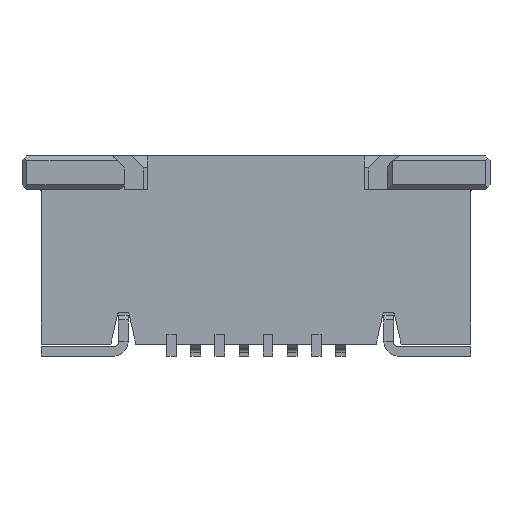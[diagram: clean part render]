
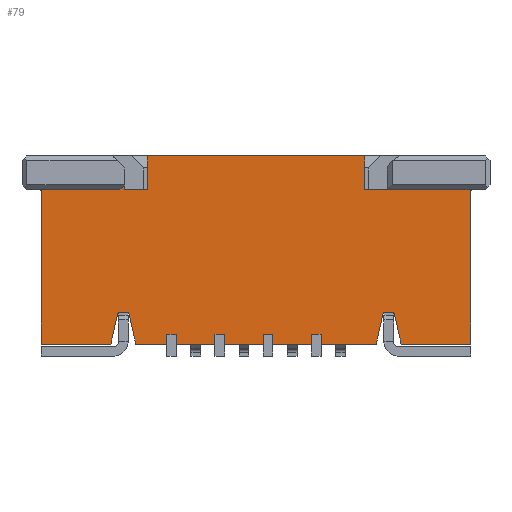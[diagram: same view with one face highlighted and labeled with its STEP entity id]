
A CAD part, front view. The second image highlights one B-rep face of the part: STEP entity #79.
In plain terms, the highlighted planar face has unit normal (0, -1, 0).
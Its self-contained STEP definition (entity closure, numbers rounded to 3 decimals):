
#79=ADVANCED_FACE('',(#606),#607,.T.);
#606=FACE_OUTER_BOUND('',#1606,.T.);
#607=PLANE('',#1607);
#1606=EDGE_LOOP('',(#2859,#2860,#2861,#2862,#2863,#2864,#2865,#2866,#2867,#2868,#2869,#2870,#2871,#2872,#2873,#2874,#2875,#2876,#2877,#2878,#2879,#2880,#2881,#2882,#2883,#2884,#2885,#2886,#2887,#2888,#2889,#2890,#2891,#2892,#2893,#2894));
#1607=AXIS2_PLACEMENT_3D('',#2895,#2896,#2897);
#2859=ORIENTED_EDGE('',*,*,#6934,.T.);
#2860=ORIENTED_EDGE('',*,*,#7056,.T.);
#2861=ORIENTED_EDGE('',*,*,#7057,.T.);
#2862=ORIENTED_EDGE('',*,*,#7058,.T.);
#2863=ORIENTED_EDGE('',*,*,#7059,.T.);
#2864=ORIENTED_EDGE('',*,*,#7060,.T.);
#2865=ORIENTED_EDGE('',*,*,#7061,.T.);
#2866=ORIENTED_EDGE('',*,*,#7062,.T.);
#2867=ORIENTED_EDGE('',*,*,#7063,.F.);
#2868=ORIENTED_EDGE('',*,*,#7064,.T.);
#2869=ORIENTED_EDGE('',*,*,#7065,.T.);
#2870=ORIENTED_EDGE('',*,*,#7066,.T.);
#2871=ORIENTED_EDGE('',*,*,#7067,.F.);
#2872=ORIENTED_EDGE('',*,*,#7068,.T.);
#2873=ORIENTED_EDGE('',*,*,#7069,.T.);
#2874=ORIENTED_EDGE('',*,*,#7070,.T.);
#2875=ORIENTED_EDGE('',*,*,#7071,.F.);
#2876=ORIENTED_EDGE('',*,*,#7072,.T.);
#2877=ORIENTED_EDGE('',*,*,#7073,.T.);
#2878=ORIENTED_EDGE('',*,*,#7074,.T.);
#2879=ORIENTED_EDGE('',*,*,#7075,.F.);
#2880=ORIENTED_EDGE('',*,*,#7076,.T.);
#2881=ORIENTED_EDGE('',*,*,#7077,.T.);
#2882=ORIENTED_EDGE('',*,*,#7046,.T.);
#2883=ORIENTED_EDGE('',*,*,#7078,.T.);
#2884=ORIENTED_EDGE('',*,*,#7079,.T.);
#2885=ORIENTED_EDGE('',*,*,#7080,.F.);
#2886=ORIENTED_EDGE('',*,*,#6948,.F.);
#2887=ORIENTED_EDGE('',*,*,#7081,.F.);
#2888=ORIENTED_EDGE('',*,*,#7082,.T.);
#2889=ORIENTED_EDGE('',*,*,#7083,.T.);
#2890=ORIENTED_EDGE('',*,*,#7084,.T.);
#2891=ORIENTED_EDGE('',*,*,#7085,.F.);
#2892=ORIENTED_EDGE('',*,*,#7086,.F.);
#2893=ORIENTED_EDGE('',*,*,#7087,.T.);
#2894=ORIENTED_EDGE('',*,*,#6969,.F.);
#2895=CARTESIAN_POINT('',(-4.45,-1.25,0.0));
#2896=DIRECTION('',(0.0,-1.0,0.0));
#2897=DIRECTION('',(0.0,0.0,-1.0));
#6934=EDGE_CURVE('',#8438,#8436,#8439,.T.);
#6948=EDGE_CURVE('',#8464,#8466,#8467,.T.);
#6969=EDGE_CURVE('',#8438,#8505,#8506,.T.);
#7046=EDGE_CURVE('',#8648,#8650,#8652,.T.);
#7056=EDGE_CURVE('',#8436,#8669,#8670,.T.);
#7057=EDGE_CURVE('',#8669,#8671,#8672,.T.);
#7058=EDGE_CURVE('',#8671,#8673,#8674,.T.);
#7059=EDGE_CURVE('',#8673,#8675,#8676,.T.);
#7060=EDGE_CURVE('',#8675,#8677,#8678,.T.);
#7061=EDGE_CURVE('',#8677,#8679,#8680,.T.);
#7062=EDGE_CURVE('',#8679,#8681,#8682,.T.);
#7063=EDGE_CURVE('',#8683,#8681,#8684,.T.);
#7064=EDGE_CURVE('',#8683,#8685,#8686,.T.);
#7065=EDGE_CURVE('',#8685,#8687,#8688,.T.);
#7066=EDGE_CURVE('',#8687,#8689,#8690,.T.);
#7067=EDGE_CURVE('',#8691,#8689,#8692,.T.);
#7068=EDGE_CURVE('',#8691,#8693,#8694,.T.);
#7069=EDGE_CURVE('',#8693,#8695,#8696,.T.);
#7070=EDGE_CURVE('',#8695,#8697,#8698,.T.);
#7071=EDGE_CURVE('',#8699,#8697,#8700,.T.);
#7072=EDGE_CURVE('',#8699,#8701,#8702,.T.);
#7073=EDGE_CURVE('',#8701,#8703,#8704,.T.);
#7074=EDGE_CURVE('',#8703,#8705,#8706,.T.);
#7075=EDGE_CURVE('',#8707,#8705,#8708,.T.);
#7076=EDGE_CURVE('',#8707,#8709,#8710,.T.);
#7077=EDGE_CURVE('',#8709,#8648,#8711,.T.);
#7078=EDGE_CURVE('',#8650,#8712,#8713,.T.);
#7079=EDGE_CURVE('',#8712,#8714,#8715,.T.);
#7080=EDGE_CURVE('',#8466,#8714,#8716,.T.);
#7081=EDGE_CURVE('',#8717,#8464,#8718,.T.);
#7082=EDGE_CURVE('',#8717,#8719,#8720,.T.);
#7083=EDGE_CURVE('',#8719,#8721,#8722,.T.);
#7084=EDGE_CURVE('',#8721,#8723,#8724,.T.);
#7085=EDGE_CURVE('',#8725,#8723,#8726,.T.);
#7086=EDGE_CURVE('',#8727,#8725,#8728,.T.);
#7087=EDGE_CURVE('',#8727,#8505,#8729,.T.);
#8436=VERTEX_POINT('',#10825);
#8438=VERTEX_POINT('',#10828);
#8439=LINE('',#10829,#10830);
#8464=VERTEX_POINT('',#10867);
#8466=VERTEX_POINT('',#10870);
#8467=LINE('',#10871,#10872);
#8505=VERTEX_POINT('',#10930);
#8506=LINE('',#10931,#10932);
#8648=VERTEX_POINT('',#11148);
#8650=VERTEX_POINT('',#11151);
#8652=LINE('',#11154,#11155);
#8669=VERTEX_POINT('',#11181);
#8670=LINE('',#11182,#11183);
#8671=VERTEX_POINT('',#11184);
#8672=LINE('',#11185,#11186);
#8673=VERTEX_POINT('',#11187);
#8674=LINE('',#11188,#11189);
#8675=VERTEX_POINT('',#11190);
#8676=LINE('',#11191,#11192);
#8677=VERTEX_POINT('',#11193);
#8678=LINE('',#11194,#11195);
#8679=VERTEX_POINT('',#11196);
#8680=LINE('',#11197,#11198);
#8681=VERTEX_POINT('',#11199);
#8682=LINE('',#11200,#11201);
#8683=VERTEX_POINT('',#11202);
#8684=LINE('',#11203,#11204);
#8685=VERTEX_POINT('',#11205);
#8686=LINE('',#11206,#11207);
#8687=VERTEX_POINT('',#11208);
#8688=LINE('',#11209,#11210);
#8689=VERTEX_POINT('',#11211);
#8690=LINE('',#11212,#11213);
#8691=VERTEX_POINT('',#11214);
#8692=LINE('',#11215,#11216);
#8693=VERTEX_POINT('',#11217);
#8694=LINE('',#11218,#11219);
#8695=VERTEX_POINT('',#11220);
#8696=LINE('',#11221,#11222);
#8697=VERTEX_POINT('',#11223);
#8698=LINE('',#11224,#11225);
#8699=VERTEX_POINT('',#11226);
#8700=LINE('',#11227,#11228);
#8701=VERTEX_POINT('',#11229);
#8702=LINE('',#11230,#11231);
#8703=VERTEX_POINT('',#11232);
#8704=LINE('',#11233,#11234);
#8705=VERTEX_POINT('',#11235);
#8706=LINE('',#11236,#11237);
#8707=VERTEX_POINT('',#11238);
#8708=LINE('',#11239,#11240);
#8709=VERTEX_POINT('',#11241);
#8710=LINE('',#11242,#11243);
#8711=LINE('',#11244,#11245);
#8712=VERTEX_POINT('',#11246);
#8713=LINE('',#11247,#11248);
#8714=VERTEX_POINT('',#11249);
#8715=LINE('',#11250,#11251);
#8716=LINE('',#11252,#11253);
#8717=VERTEX_POINT('',#11254);
#8718=LINE('',#11255,#11256);
#8719=VERTEX_POINT('',#11257);
#8720=LINE('',#11258,#11259);
#8721=VERTEX_POINT('',#11260);
#8722=LINE('',#11261,#11262);
#8723=VERTEX_POINT('',#11263);
#8724=LINE('',#11264,#11265);
#8725=VERTEX_POINT('',#11266);
#8726=LINE('',#11267,#11268);
#8727=VERTEX_POINT('',#11269);
#8728=LINE('',#11270,#11271);
#8729=LINE('',#11272,#11273);
#10825=CARTESIAN_POINT('',(-4.45,-1.25,-3.2));
#10828=CARTESIAN_POINT('',(-4.45,-1.25,0.0));
#10829=CARTESIAN_POINT('',(-4.45,-1.25,0.0));
#10830=VECTOR('',#14416,3.2);
#10867=CARTESIAN_POINT('',(2.72,-1.25,0.0));
#10870=CARTESIAN_POINT('',(4.45,-1.25,0.0));
#10871=CARTESIAN_POINT('',(2.72,-1.25,0.0));
#10872=VECTOR('',#14430,1.73);
#10930=CARTESIAN_POINT('',(-2.82,-1.25,0.0));
#10931=CARTESIAN_POINT('',(-4.45,-1.25,0.0));
#10932=VECTOR('',#14451,1.63);
#11148=CARTESIAN_POINT('',(2.64,-1.25,-2.55));
#11151=CARTESIAN_POINT('',(2.86,-1.25,-2.55));
#11154=CARTESIAN_POINT('',(2.64,-1.25,-2.55));
#11155=VECTOR('',#14528,0.22);
#11181=CARTESIAN_POINT('',(-3.01,-1.25,-3.2));
#11182=CARTESIAN_POINT('',(-4.45,-1.25,-3.2));
#11183=VECTOR('',#14538,1.44);
#11184=CARTESIAN_POINT('',(-2.86,-1.25,-2.55));
#11185=CARTESIAN_POINT('',(-3.01,-1.25,-3.2));
#11186=VECTOR('',#14539,0.667);
#11187=CARTESIAN_POINT('',(-2.64,-1.25,-2.55));
#11188=CARTESIAN_POINT('',(-2.86,-1.25,-2.55));
#11189=VECTOR('',#14540,0.22);
#11190=CARTESIAN_POINT('',(-2.49,-1.25,-3.2));
#11191=CARTESIAN_POINT('',(-2.64,-1.25,-2.55));
#11192=VECTOR('',#14541,0.667);
#11193=CARTESIAN_POINT('',(-1.85,-1.25,-3.2));
#11194=CARTESIAN_POINT('',(-2.49,-1.25,-3.2));
#11195=VECTOR('',#14542,0.64);
#11196=CARTESIAN_POINT('',(-1.85,-1.25,-3.0));
#11197=CARTESIAN_POINT('',(-1.85,-1.25,-3.2));
#11198=VECTOR('',#14543,0.2);
#11199=CARTESIAN_POINT('',(-1.65,-1.25,-3.0));
#11200=CARTESIAN_POINT('',(-1.85,-1.25,-3.0));
#11201=VECTOR('',#14544,0.2);
#11202=CARTESIAN_POINT('',(-1.65,-1.25,-3.2));
#11203=CARTESIAN_POINT('',(-1.65,-1.25,-3.2));
#11204=VECTOR('',#14545,0.2);
#11205=CARTESIAN_POINT('',(-0.85,-1.25,-3.2));
#11206=CARTESIAN_POINT('',(-1.65,-1.25,-3.2));
#11207=VECTOR('',#14546,0.8);
#11208=CARTESIAN_POINT('',(-0.85,-1.25,-3.0));
#11209=CARTESIAN_POINT('',(-0.85,-1.25,-3.2));
#11210=VECTOR('',#14547,0.2);
#11211=CARTESIAN_POINT('',(-0.65,-1.25,-3.0));
#11212=CARTESIAN_POINT('',(-0.85,-1.25,-3.0));
#11213=VECTOR('',#14548,0.2);
#11214=CARTESIAN_POINT('',(-0.65,-1.25,-3.2));
#11215=CARTESIAN_POINT('',(-0.65,-1.25,-3.2));
#11216=VECTOR('',#14549,0.2);
#11217=CARTESIAN_POINT('',(0.15,-1.25,-3.2));
#11218=CARTESIAN_POINT('',(-0.65,-1.25,-3.2));
#11219=VECTOR('',#14550,0.8);
#11220=CARTESIAN_POINT('',(0.15,-1.25,-3.0));
#11221=CARTESIAN_POINT('',(0.15,-1.25,-3.2));
#11222=VECTOR('',#14551,0.2);
#11223=CARTESIAN_POINT('',(0.35,-1.25,-3.0));
#11224=CARTESIAN_POINT('',(0.15,-1.25,-3.0));
#11225=VECTOR('',#14552,0.2);
#11226=CARTESIAN_POINT('',(0.35,-1.25,-3.2));
#11227=CARTESIAN_POINT('',(0.35,-1.25,-3.2));
#11228=VECTOR('',#14553,0.2);
#11229=CARTESIAN_POINT('',(1.15,-1.25,-3.2));
#11230=CARTESIAN_POINT('',(0.35,-1.25,-3.2));
#11231=VECTOR('',#14554,0.8);
#11232=CARTESIAN_POINT('',(1.15,-1.25,-3.0));
#11233=CARTESIAN_POINT('',(1.15,-1.25,-3.2));
#11234=VECTOR('',#14555,0.2);
#11235=CARTESIAN_POINT('',(1.35,-1.25,-3.0));
#11236=CARTESIAN_POINT('',(1.15,-1.25,-3.0));
#11237=VECTOR('',#14556,0.2);
#11238=CARTESIAN_POINT('',(1.35,-1.25,-3.2));
#11239=CARTESIAN_POINT('',(1.35,-1.25,-3.2));
#11240=VECTOR('',#14557,0.2);
#11241=CARTESIAN_POINT('',(2.49,-1.25,-3.2));
#11242=CARTESIAN_POINT('',(1.35,-1.25,-3.2));
#11243=VECTOR('',#14558,1.14);
#11244=CARTESIAN_POINT('',(2.49,-1.25,-3.2));
#11245=VECTOR('',#14559,0.667);
#11246=CARTESIAN_POINT('',(3.01,-1.25,-3.2));
#11247=CARTESIAN_POINT('',(2.86,-1.25,-2.55));
#11248=VECTOR('',#14560,0.667);
#11249=CARTESIAN_POINT('',(4.45,-1.25,-3.2));
#11250=CARTESIAN_POINT('',(3.01,-1.25,-3.2));
#11251=VECTOR('',#14561,1.44);
#11252=CARTESIAN_POINT('',(4.45,-1.25,0.0));
#11253=VECTOR('',#14562,3.2);
#11254=CARTESIAN_POINT('',(2.25,-1.25,0.0));
#11255=CARTESIAN_POINT('',(2.25,-1.25,0.0));
#11256=VECTOR('',#14563,0.47);
#11257=CARTESIAN_POINT('',(2.25,-1.25,0.7));
#11258=CARTESIAN_POINT('',(2.25,-1.25,0.0));
#11259=VECTOR('',#14564,0.7);
#11260=CARTESIAN_POINT('',(-2.25,-1.25,0.7));
#11261=CARTESIAN_POINT('',(2.25,-1.25,0.7));
#11262=VECTOR('',#14565,4.5);
#11263=CARTESIAN_POINT('',(-2.25,-1.25,0.0));
#11264=CARTESIAN_POINT('',(-2.25,-1.25,0.7));
#11265=VECTOR('',#14566,0.7);
#11266=CARTESIAN_POINT('',(-2.72,-1.25,0.0));
#11267=CARTESIAN_POINT('',(-2.72,-1.25,0.0));
#11268=VECTOR('',#14567,0.47);
#11269=CARTESIAN_POINT('',(-2.72,-1.25,0.1));
#11270=CARTESIAN_POINT('',(-2.72,-1.25,0.1));
#11271=VECTOR('',#14568,0.1);
#11272=CARTESIAN_POINT('',(-2.72,-1.25,0.1));
#11273=VECTOR('',#14569,0.141);
#14416=DIRECTION('',(0.0,0.0,-1.0));
#14430=DIRECTION('',(1.0,0.0,0.0));
#14451=DIRECTION('',(1.0,0.0,0.0));
#14528=DIRECTION('',(1.0,0.0,0.0));
#14538=DIRECTION('',(1.0,0.0,0.0));
#14539=DIRECTION('',(0.225,0.0,0.974));
#14540=DIRECTION('',(1.0,0.0,0.0));
#14541=DIRECTION('',(0.225,0.0,-0.974));
#14542=DIRECTION('',(1.0,0.0,0.0));
#14543=DIRECTION('',(0.0,0.0,1.0));
#14544=DIRECTION('',(1.0,0.0,0.0));
#14545=DIRECTION('',(0.0,0.0,1.0));
#14546=DIRECTION('',(1.0,0.0,0.0));
#14547=DIRECTION('',(0.0,0.0,1.0));
#14548=DIRECTION('',(1.0,0.0,0.0));
#14549=DIRECTION('',(0.0,0.0,1.0));
#14550=DIRECTION('',(1.0,0.0,0.0));
#14551=DIRECTION('',(0.0,0.0,1.0));
#14552=DIRECTION('',(1.0,0.0,0.0));
#14553=DIRECTION('',(0.0,0.0,1.0));
#14554=DIRECTION('',(1.0,0.0,0.0));
#14555=DIRECTION('',(0.0,0.0,1.0));
#14556=DIRECTION('',(1.0,0.0,0.0));
#14557=DIRECTION('',(0.0,0.0,1.0));
#14558=DIRECTION('',(1.0,0.0,0.0));
#14559=DIRECTION('',(0.225,0.0,0.974));
#14560=DIRECTION('',(0.225,0.0,-0.974));
#14561=DIRECTION('',(1.0,0.0,0.0));
#14562=DIRECTION('',(0.0,0.0,-1.0));
#14563=DIRECTION('',(1.0,0.0,0.0));
#14564=DIRECTION('',(0.0,0.0,1.0));
#14565=DIRECTION('',(-1.0,0.0,0.0));
#14566=DIRECTION('',(0.0,0.0,-1.0));
#14567=DIRECTION('',(1.0,0.0,0.0));
#14568=DIRECTION('',(0.0,0.0,-1.0));
#14569=DIRECTION('',(-0.707,0.0,-0.707));
